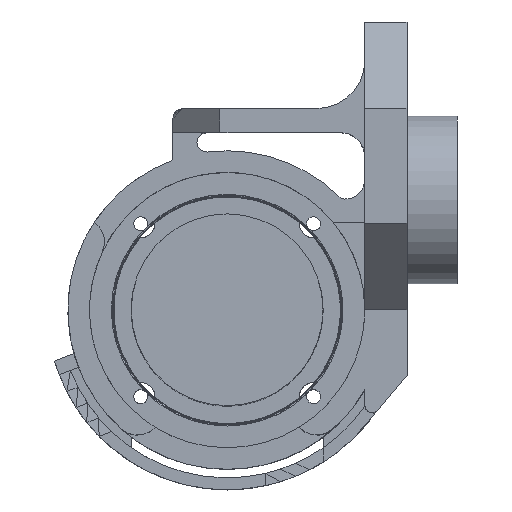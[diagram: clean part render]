
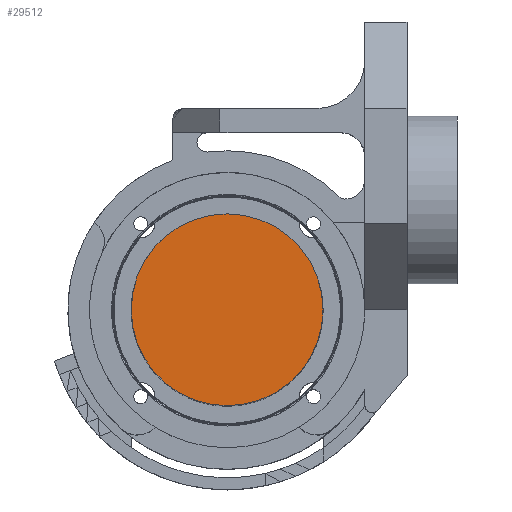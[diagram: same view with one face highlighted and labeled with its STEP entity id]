
A CAD part, top view. The second image highlights one B-rep face of the part: STEP entity #29512.
In plain terms, the highlighted planar face has unit normal (0, 0, 1).
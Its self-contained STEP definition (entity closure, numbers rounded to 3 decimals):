
#26061 = VERTEX_POINT('',#26062);
#26062 = CARTESIAN_POINT('',(20.,0.,57.));
#26067 = EDGE_CURVE('',#26061,#26061,#26068,.T.);
#26068 = CIRCLE('',#26069,20.);
#26069 = AXIS2_PLACEMENT_3D('',#26070,#26071,#26072);
#26070 = CARTESIAN_POINT('',(0.,0.,57.));
#26071 = DIRECTION('',(0.,0.,1.));
#26072 = DIRECTION('',(1.,0.,0.));
#29512 = ADVANCED_FACE('',(#29513),#29516,.T.);
#29513 = FACE_BOUND('',#29514,.T.);
#29514 = EDGE_LOOP('',(#29515));
#29515 = ORIENTED_EDGE('',*,*,#26067,.T.);
#29516 = PLANE('',#29517);
#29517 = AXIS2_PLACEMENT_3D('',#29518,#29519,#29520);
#29518 = CARTESIAN_POINT('',(0.,0.,57.));
#29519 = DIRECTION('',(0.,0.,1.));
#29520 = DIRECTION('',(1.,0.,0.));
